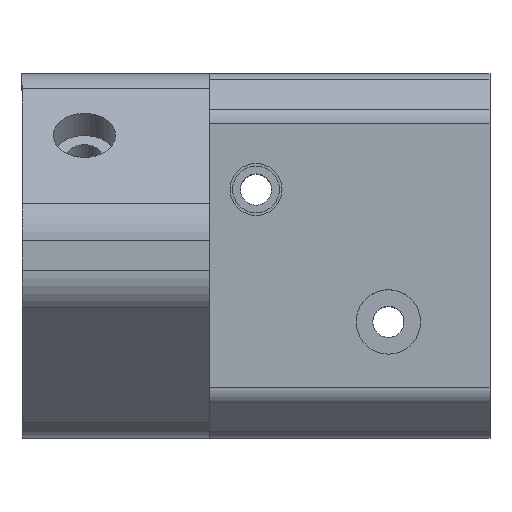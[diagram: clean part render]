
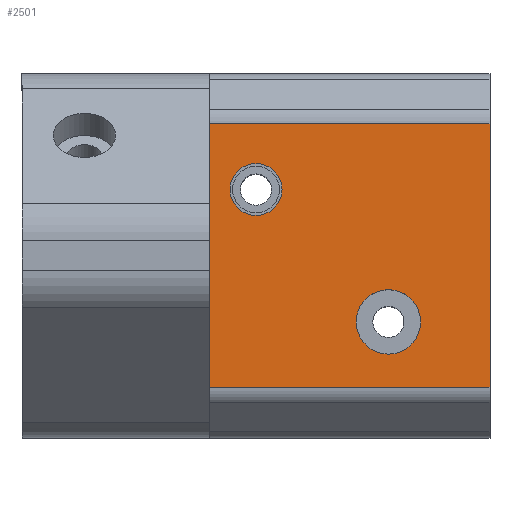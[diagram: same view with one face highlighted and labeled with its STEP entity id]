
A CAD part, top view. The second image highlights one B-rep face of the part: STEP entity #2501.
In plain terms, the highlighted planar face has unit normal (0, 0, 1).
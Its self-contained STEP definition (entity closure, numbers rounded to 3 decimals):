
#114=FACE_BOUND('',#512,.T.);
#115=FACE_BOUND('',#513,.T.);
#214=CIRCLE('',#2737,2.5);
#221=CIRCLE('',#2758,3.1);
#342=FACE_OUTER_BOUND('',#511,.T.);
#511=EDGE_LOOP('',(#2054,#2055,#2056,#2057,#2058,#2059));
#512=EDGE_LOOP('',(#2060));
#513=EDGE_LOOP('',(#2061));
#635=LINE('',#3781,#860);
#641=LINE('',#3803,#866);
#708=LINE('',#4046,#933);
#748=LINE('',#4164,#973);
#749=LINE('',#4167,#974);
#750=LINE('',#4168,#975);
#860=VECTOR('',#2995,10.);
#866=VECTOR('',#3015,10.);
#933=VECTOR('',#3266,10.);
#973=VECTOR('',#3388,10.);
#974=VECTOR('',#3391,10.);
#975=VECTOR('',#3392,10.);
#1095=VERTEX_POINT('',#3778);
#1096=VERTEX_POINT('',#3780);
#1105=VERTEX_POINT('',#3802);
#1188=VERTEX_POINT('',#4043);
#1189=VERTEX_POINT('',#4045);
#1210=VERTEX_POINT('',#4102);
#1227=VERTEX_POINT('',#4166);
#1228=VERTEX_POINT('',#4169);
#1350=EDGE_CURVE('',#1096,#1095,#635,.T.);
#1361=EDGE_CURVE('',#1096,#1105,#641,.T.);
#1475=EDGE_CURVE('',#1189,#1188,#708,.T.);
#1502=EDGE_CURVE('',#1210,#1210,#214,.T.);
#1534=EDGE_CURVE('',#1189,#1095,#748,.T.);
#1535=EDGE_CURVE('',#1188,#1227,#749,.T.);
#1536=EDGE_CURVE('',#1105,#1227,#750,.T.);
#1537=EDGE_CURVE('',#1228,#1228,#221,.T.);
#2054=ORIENTED_EDGE('',*,*,#1534,.F.);
#2055=ORIENTED_EDGE('',*,*,#1475,.T.);
#2056=ORIENTED_EDGE('',*,*,#1535,.T.);
#2057=ORIENTED_EDGE('',*,*,#1536,.F.);
#2058=ORIENTED_EDGE('',*,*,#1361,.F.);
#2059=ORIENTED_EDGE('',*,*,#1350,.T.);
#2060=ORIENTED_EDGE('',*,*,#1502,.T.);
#2061=ORIENTED_EDGE('',*,*,#1537,.T.);
#2381=PLANE('',#2757);
#2501=ADVANCED_FACE('',(#342,#114,#115),#2381,.T.);
#2737=AXIS2_PLACEMENT_3D('',#4103,#3323,#3324);
#2757=AXIS2_PLACEMENT_3D('',#4165,#3389,#3390);
#2758=AXIS2_PLACEMENT_3D('',#4170,#3393,#3394);
#2995=DIRECTION('',(0.,-1.,0.));
#3015=DIRECTION('',(-1.,0.,0.));
#3266=DIRECTION('',(0.,1.,0.));
#3323=DIRECTION('center_axis',(0.,0.,-1.));
#3324=DIRECTION('ref_axis',(1.,0.,0.));
#3388=DIRECTION('',(-1.,0.,0.));
#3389=DIRECTION('center_axis',(0.,0.,1.));
#3390=DIRECTION('ref_axis',(1.,0.,0.));
#3391=DIRECTION('',(-1.,0.,0.));
#3392=DIRECTION('',(0.,1.,0.));
#3393=DIRECTION('center_axis',(0.,0.,-1.));
#3394=DIRECTION('ref_axis',(1.,0.,0.));
#3778=CARTESIAN_POINT('',(18.,-12.672,16.5));
#3780=CARTESIAN_POINT('',(18.,9.536,16.5));
#3781=CARTESIAN_POINT('',(18.,0.,16.5));
#3802=CARTESIAN_POINT('',(0.,9.536,16.5));
#3803=CARTESIAN_POINT('',(18.,9.536,16.5));
#4043=CARTESIAN_POINT('',(45.,12.672,16.5));
#4045=CARTESIAN_POINT('',(45.,-12.672,16.5));
#4046=CARTESIAN_POINT('',(45.,17.5,16.5));
#4102=CARTESIAN_POINT('',(20.,6.365,16.5));
#4103=CARTESIAN_POINT('Origin',(22.5,6.365,16.5));
#4164=CARTESIAN_POINT('',(16.875,-12.672,16.5));
#4165=CARTESIAN_POINT('Origin',(22.5,0.,16.5));
#4166=CARTESIAN_POINT('',(0.,12.672,16.5));
#4167=CARTESIAN_POINT('',(18.,12.672,16.5));
#4168=CARTESIAN_POINT('',(0.,15.086,16.5));
#4169=CARTESIAN_POINT('',(32.13,-6.365,16.5));
#4170=CARTESIAN_POINT('Origin',(35.23,-6.365,16.5));
